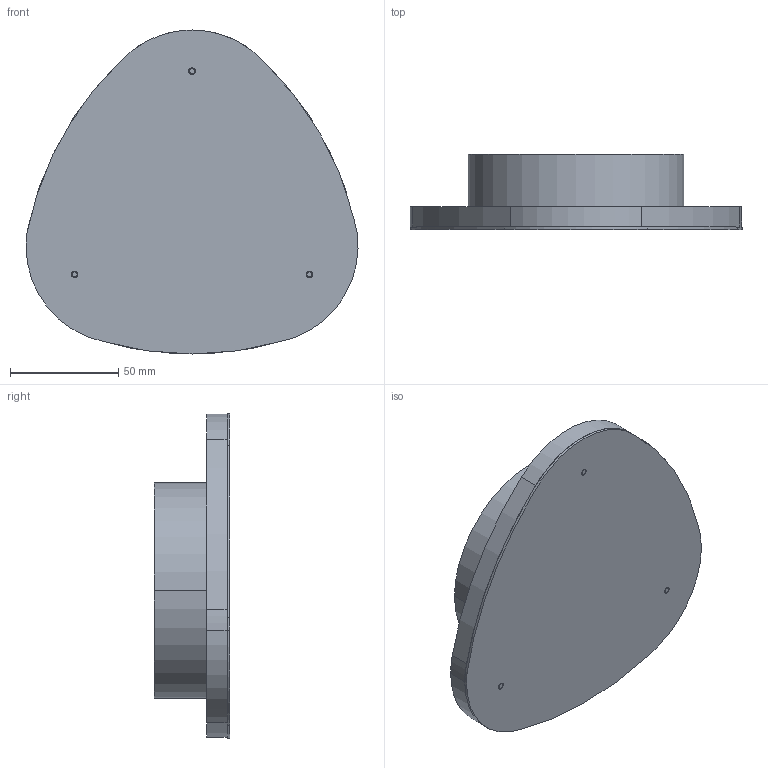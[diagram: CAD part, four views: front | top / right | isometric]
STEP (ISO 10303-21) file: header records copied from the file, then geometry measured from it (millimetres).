
FILE_DESCRIPTION (( 'STEP AP203' ), '1' );
FILE_NAME ('4901-5W-A-小三角形.STEP', '2022-09-27T06:37:58', ( 'User' ), ( 'China' ), 'SwSTEP 2.0', 'SolidWorks 2018', '' );
FILE_SCHEMA (( 'CONFIG_CONTROL_DESIGN' ));
Length unit declared in the file: millimetre
Products named in the file (15): 俋鞠褒路燭翐M3X5+3; 棠沺-D19.4XD5.5XT3.5; 软灯带; 4901-5W-A-小三角形; 坋趼埴芛儂佪-M3X4; 三角亚克力(小); 三角形（小）面板装配体; 麥芛囀鞠褒儂佪-M3X6; 三角形小号装配体; 三角面板(小); 4901菁啣; LR-4MM揤盄啣; 4901腑极; 麥芛儂佪-M4X4; 腑极蚾饜极-1
Assembly tree (24 placements, depth 4):
  4901-5W-A-小三角形
    腑极蚾饜极-1
      4901腑极
      4901菁啣
      麥芛儂佪-M4X4  x3
      软灯带
      LR-4MM揤盄啣
      棠沺-D19.4XD5.5XT3.5  x3
      坋趼埴芛儂佪-M3X4  x3
    三角形（小）面板装配体
      三角亚克力(小)
      三角形小号装配体
        三角面板(小)
        俋鞠褒路燭翐M3X5+3  x3
      麥芛囀鞠褒儂佪-M3X6  x3
Bounding box: 153.09 x 34.7 x 149.4 mm (x, y, z)
Volume: 189255.3 mm3; surface area: 115048.2 mm2
Topology: 21 solids, 21 shells, 733 faces, 1737 edges, 1120 vertices
Faces by surface type: plane 374, cylinder 242, cone 57, torus 36, bspline 24
Entity records: 19338 total; most frequent: CARTESIAN_POINT 5890, DIRECTION 2520, ORIENTED_EDGE 2302, EDGE_CURVE 1151, AXIS2_PLACEMENT_3D 945, VERTEX_POINT 752, VECTOR 630, LINE 630
